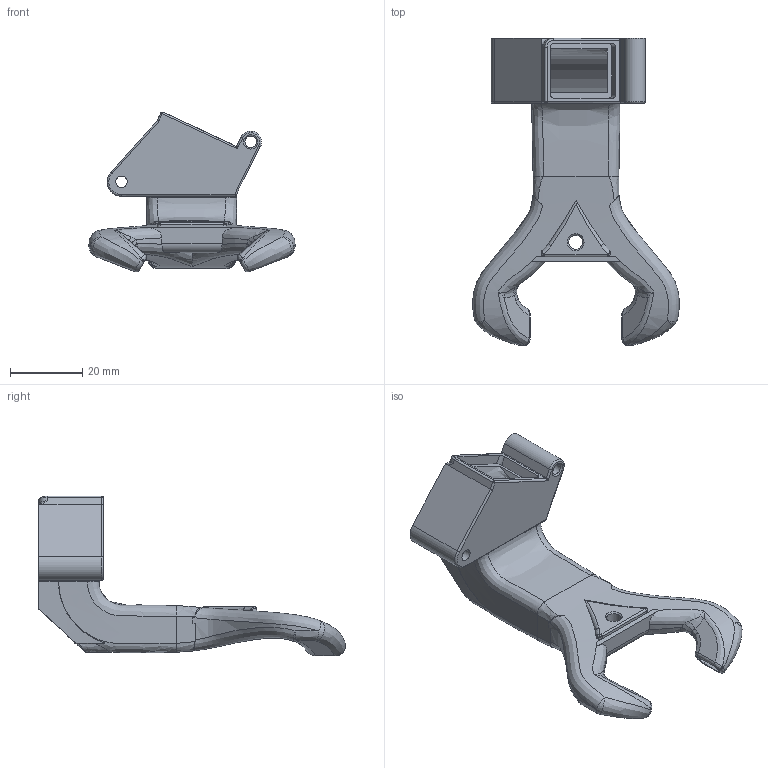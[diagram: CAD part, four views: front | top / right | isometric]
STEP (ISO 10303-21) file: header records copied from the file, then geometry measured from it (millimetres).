
FILE_DESCRIPTION(/* description */ (''),/* implementation_level */ '2;1');
FILE_NAME(/* name */ 'Cooling Duct_BlTouch.step',/* time_stamp */ '2022-02-20T18:34:54-05:00',/* author */ (''),/* organization */ (''),/* preprocessor_version */ 'ST-DEVELOPER v18.1',/* originating_system */ 'Autodesk Translation Framework v10.13.0.1454',/* authorisation */ '');
FILE_SCHEMA (('AUTOMOTIVE_DESIGN { 1 0 10303 214 3 1 1 }'));
Length unit declared in the file: millimetre
Products named in the file (1): Medusa_Cooling Duct_BlTouch
Bounding box: 57.31 x 85.16 x 44.38 mm (x, y, z)
Volume: 16906.5 mm3; surface area: 16103.9 mm2
Topology: 1 solids, 1 shells, 469 faces, 1250 edges, 780 vertices
Faces by surface type: bspline 264, plane 140, cylinder 39, torus 12, sphere 10, cone 4
Full cylindrical faces by diameter (mm): 3.2 x2, 3.9 x1
Entity records: 28634 total; most frequent: CARTESIAN_POINT 19093, ORIENTED_EDGE 2464, EDGE_CURVE 1232, DIRECTION 1223, VERTEX_POINT 780, EDGE_LOOP 494, LINE 493, VECTOR 493
